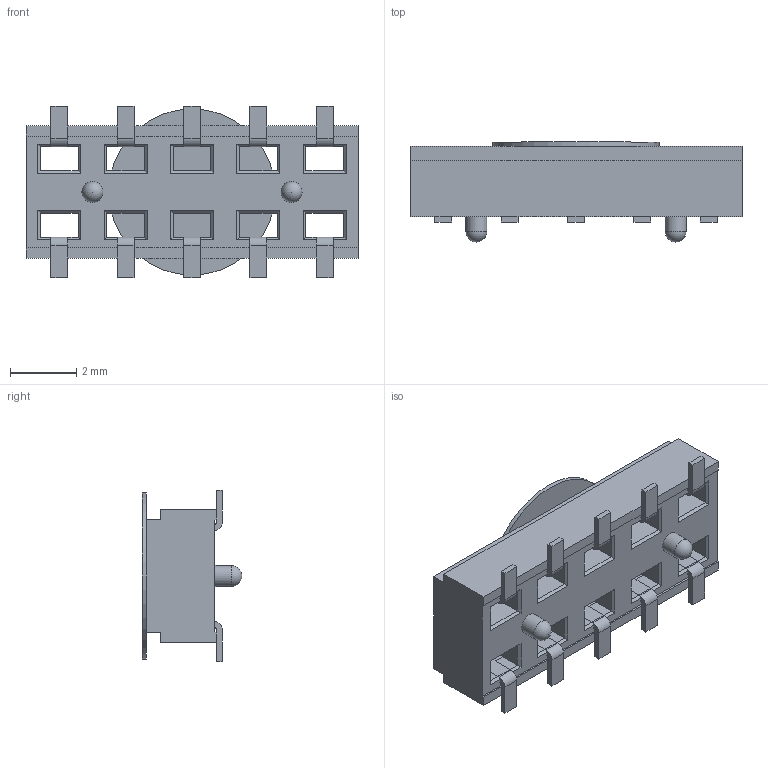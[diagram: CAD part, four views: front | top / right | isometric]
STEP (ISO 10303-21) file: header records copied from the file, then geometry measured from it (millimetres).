
FILE_DESCRIPTION(/* description */ ('STEP AP214'),/* implementation_level */ '2;1');
FILE_NAME(/* name */ 'CLT-105-02-F-D-BE-A-K-TR',/* time_stamp */ '2025-02-08T23:24:48+01:00',/* author */ ('License CC BY-ND 4.0'),/* organization */ ('CADENAS'),/* preprocessor_version */ 'ST-DEVELOPER v19.3',/* originating_system */ 'PARTsolutions',/* authorisation */ ' ');
FILE_SCHEMA (('AUTOMOTIVE_DESIGN {1 0 10303 214 3 1 1}'));
Length unit declared in the file: inch
Products named in the file (5): CLT-105-02-F-D-BE-A-K-TR; CLT-105-02-F-D-BE-K-TR_socket; C-0502-F-BE_pins; CLT_alignment_pins; CLT_polyamide_film_pad
Assembly tree (5 placements, depth 2):
  CLT-105-02-F-D-BE-A-K-TR
    CLT-105-02-F-D-BE-K-TR_socket
    C-0502-F-BE_pins
    CLT_alignment_pins  x2
    CLT_polyamide_film_pad
Bounding box: 10 x 3.01 x 5.16 mm (x, y, z)
Volume: 66 mm3; surface area: 302.3 mm2
Topology: 5 solids, 5 shells, 241 faces, 607 edges, 378 vertices
Faces by surface type: plane 212, cylinder 27, sphere 2
Full cylindrical faces by diameter (mm): 0.635 x2, 0.889 x4, 5.001 x1
Entity records: 7067 total; most frequent: CARTESIAN_POINT 1208, ORIENTED_EDGE 1184, DIRECTION 1132, EDGE_CURVE 592, LINE 540, VECTOR 540, VERTEX_POINT 372, AXIS2_PLACEMENT_3D 296
